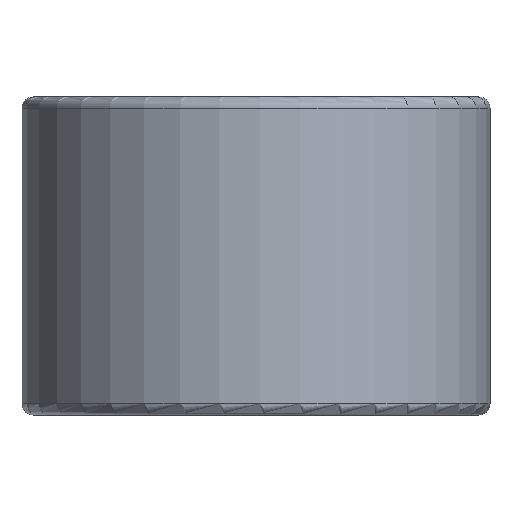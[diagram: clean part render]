
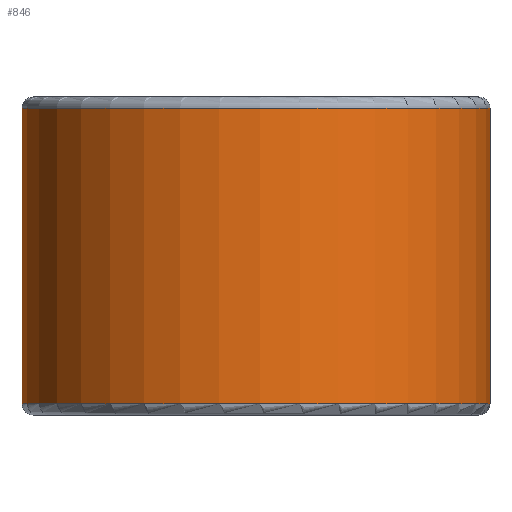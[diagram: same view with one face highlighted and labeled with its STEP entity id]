
A CAD part, left-side view. The second image highlights one B-rep face of the part: STEP entity #846.
In plain terms, the highlighted cylindrical face has radius 41.575 mm (diameter 83.15 mm), a partial arc.
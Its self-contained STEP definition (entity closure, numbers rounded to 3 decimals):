
#91=CYLINDRICAL_SURFACE('',#976,41.575);
#130=FACE_OUTER_BOUND('',#195,.T.);
#195=EDGE_LOOP('',(#721,#722,#723,#724));
#248=LINE('',#1463,#304);
#252=LINE('',#1474,#308);
#304=VECTOR('',#1192,10.);
#308=VECTOR('',#1206,10.);
#382=CIRCLE('',#960,41.575);
#388=CIRCLE('',#970,41.575);
#433=VERTEX_POINT('',#1396);
#437=VERTEX_POINT('',#1418);
#444=VERTEX_POINT('',#1437);
#446=VERTEX_POINT('',#1446);
#533=EDGE_CURVE('',#437,#433,#382,.T.);
#542=EDGE_CURVE('',#446,#444,#388,.T.);
#544=EDGE_CURVE('',#444,#437,#248,.T.);
#550=EDGE_CURVE('',#446,#433,#252,.T.);
#721=ORIENTED_EDGE('',*,*,#533,.F.);
#722=ORIENTED_EDGE('',*,*,#544,.F.);
#723=ORIENTED_EDGE('',*,*,#542,.F.);
#724=ORIENTED_EDGE('',*,*,#550,.T.);
#846=ADVANCED_FACE('',(#130),#91,.T.);
#960=AXIS2_PLACEMENT_3D('',#1428,#1165,#1166);
#970=AXIS2_PLACEMENT_3D('',#1447,#1188,#1189);
#976=AXIS2_PLACEMENT_3D('',#1473,#1204,#1205);
#1165=DIRECTION('center_axis',(0.,0.,1.));
#1166=DIRECTION('ref_axis',(-1.,0.,0.));
#1188=DIRECTION('center_axis',(0.,0.,-1.));
#1189=DIRECTION('ref_axis',(-1.,0.,0.));
#1192=DIRECTION('',(0.,0.,1.));
#1204=DIRECTION('center_axis',(0.,0.,1.));
#1205=DIRECTION('ref_axis',(-1.,-0.016,0.));
#1206=DIRECTION('',(0.,0.,1.));
#1396=CARTESIAN_POINT('',(38.746,-15.075,50.5));
#1418=CARTESIAN_POINT('',(38.25,16.291,50.5));
#1428=CARTESIAN_POINT('Origin',(0.,0.,50.5));
#1437=CARTESIAN_POINT('',(38.25,16.291,-2.));
#1446=CARTESIAN_POINT('',(38.746,-15.075,-2.));
#1447=CARTESIAN_POINT('Origin',(0.,0.,-2.));
#1463=CARTESIAN_POINT('',(38.25,16.291,0.));
#1473=CARTESIAN_POINT('Origin',(0.,0.,0.));
#1474=CARTESIAN_POINT('',(38.746,-15.075,0.));
